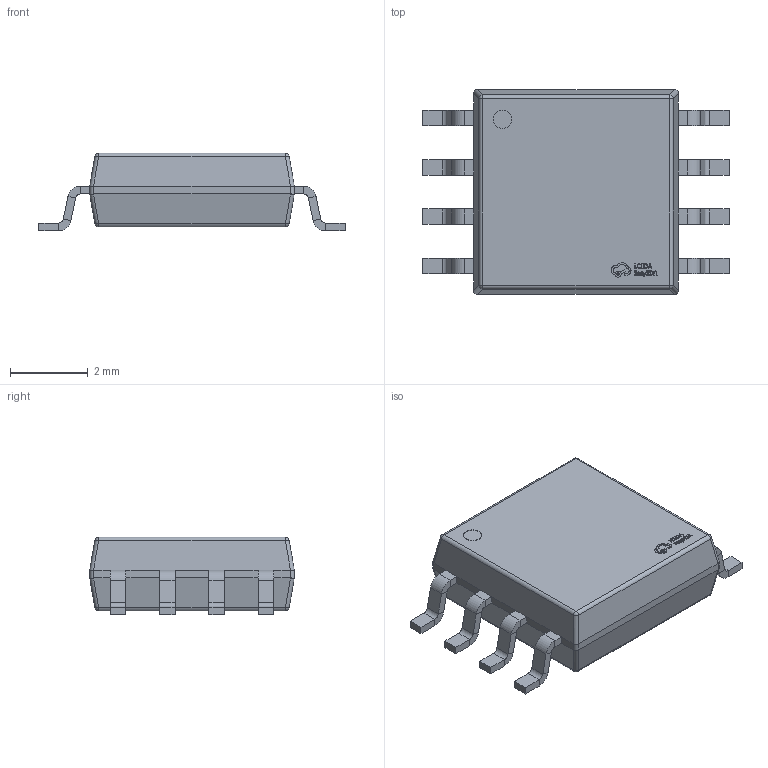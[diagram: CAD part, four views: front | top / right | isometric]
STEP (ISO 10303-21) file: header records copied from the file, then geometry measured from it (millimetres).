
FILE_DESCRIPTION (( 'STEP AP214' ), '1' );
FILE_NAME ('SOIC-8_L5.3-W5.3-P1.27-LS7.9-BL.step', '2022-07-26T09:19:22', ( '' ), ( '' ), 'SwSTEP 2.0', 'SolidWorks 2020', '' );
FILE_SCHEMA (( 'AUTOMOTIVE_DESIGN' ));
Length unit declared in the file: millimetre
Products named in the file (1): SOIC-8_L5.3-W5.3-P1.27-LS7.9-BL
Bounding box: 7.9 x 5.28 x 2 mm (x, y, z)
Volume: 51.5 mm3; surface area: 107 mm2
Topology: 14 solids, 14 shells, 511 faces, 1241 edges, 766 vertices
Faces by surface type: plane 337, bspline 112, cylinder 54, sphere 8
Entity records: 21583 total; most frequent: CARTESIAN_POINT 4695, ORIENTED_EDGE 2482, DIRECTION 1881, EDGE_CURVE 1241, VECTOR 897, LINE 897, VERTEX_POINT 766, EDGE_LOOP 531
